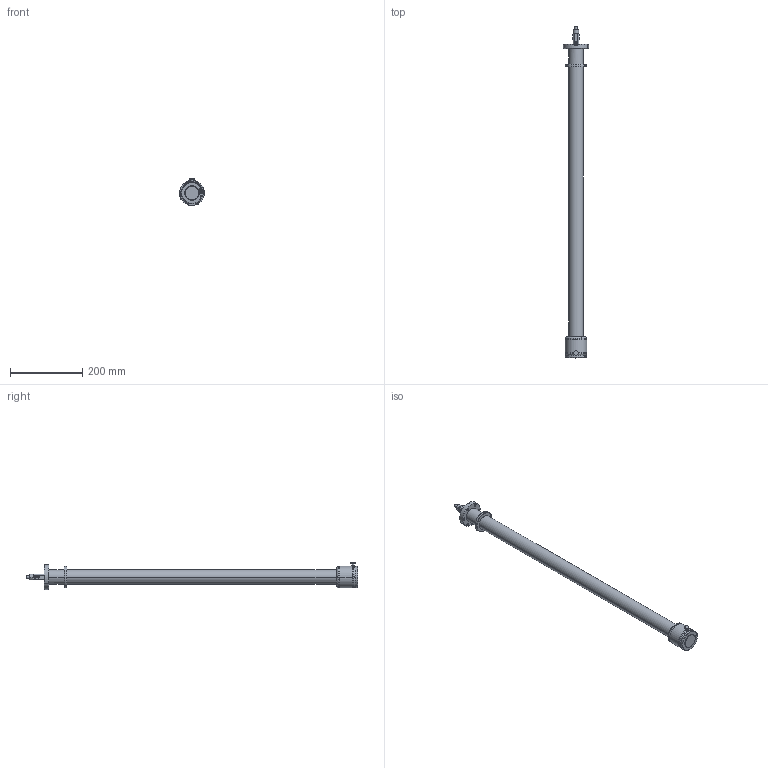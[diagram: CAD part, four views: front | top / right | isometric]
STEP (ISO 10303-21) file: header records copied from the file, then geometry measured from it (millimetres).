
FILE_DESCRIPTION(('CATIA V5 STEP Exchange','CAx-IF Rec.Pracs.--- Model Styling and Organization---1.2---2011-12-15'),'2;1');
FILE_NAME('RMDS40-0750-0050.stp','2020-03-04T09:36:51+00:00',('none'),('none'),'CATIA Version 5 Release 21 SP 6 (IN-10)','CATIA V5 STEP AP214','none');
FILE_SCHEMA(('AUTOMOTIVE_DESIGN { 1 0 10303 214 1 1 1 1 }'));
Length unit declared in the file: millimetre
Products named in the file (1): RMDS40-0750-0050
Bounding box: 69.49 x 920.01 x 75.24 mm (x, y, z)
Volume: 296145 mm3; surface area: 342956.2 mm2
Topology: 2 solids, 19 shells, 838 faces, 2075 edges, 1302 vertices
Faces by surface type: cylinder 338, plane 321, cone 117, torus 62
Entity records: 24272 total; most frequent: CARTESIAN_POINT 5628, ORIENTED_EDGE 4134, DIRECTION 2849, EDGE_CURVE 2067, AXIS2_PLACEMENT_3D 1416, VERTEX_POINT 1302, EDGE_LOOP 953, VECTOR 934
